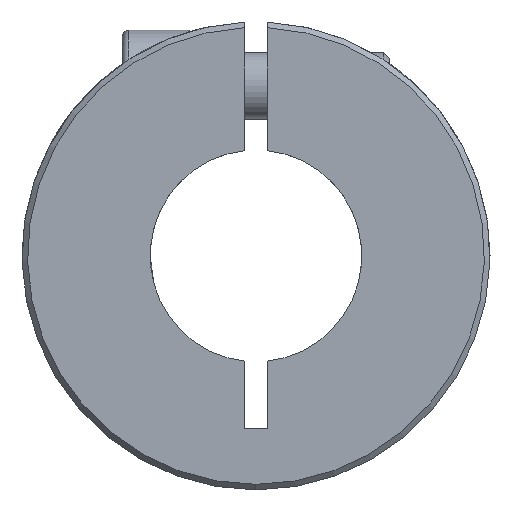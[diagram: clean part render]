
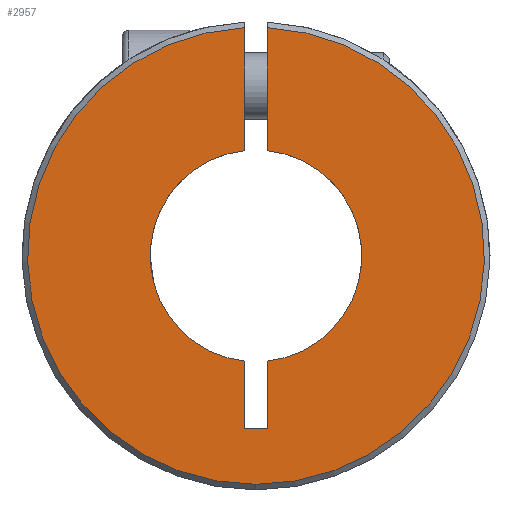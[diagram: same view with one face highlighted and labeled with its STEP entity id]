
A CAD part, left-side view. The second image highlights one B-rep face of the part: STEP entity #2957.
In plain terms, the highlighted planar face has unit normal (-1, 0, 0).
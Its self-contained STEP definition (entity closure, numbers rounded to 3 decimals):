
#67 = DIRECTION ( 'NONE',  ( 0., 1., 0. ) ) ;
#105 = EDGE_CURVE ( 'NONE', #4484, #6054, #646, .T. ) ;
#198 = AXIS2_PLACEMENT_3D ( 'NONE', #1501, #7023, #1969 ) ;
#310 = CIRCLE ( 'NONE', #198, 20.5 ) ;
#377 = DIRECTION ( 'NONE',  ( -1., 0., 0. ) ) ;
#505 = CARTESIAN_POINT ( 'NONE',  ( -32.5, -1., -15.5 ) ) ;
#646 = LINE ( 'NONE', #6912, #6871 ) ;
#691 = VERTEX_POINT ( 'NONE', #1844 ) ;
#764 = EDGE_CURVE ( 'NONE', #6207, #3008, #7242, .T. ) ;
#776 = CARTESIAN_POINT ( 'NONE',  ( -32.5, 9.5, 0. ) ) ;
#991 = CARTESIAN_POINT ( 'NONE',  ( -32.5, -1., -9.447 ) ) ;
#1019 = ORIENTED_EDGE ( 'NONE', *, *, #1516, .T. ) ;
#1021 = AXIS2_PLACEMENT_3D ( 'NONE', #776, #5954, #6999 ) ;
#1070 = DIRECTION ( 'NONE',  ( 0., 0., 1. ) ) ;
#1169 = CARTESIAN_POINT ( 'NONE',  ( -32.5, 0., -20.5 ) ) ;
#1414 = VERTEX_POINT ( 'NONE', #4005 ) ;
#1501 = CARTESIAN_POINT ( 'NONE',  ( -32.5, 0., 0. ) ) ;
#1516 = EDGE_CURVE ( 'NONE', #6030, #691, #2847, .T. ) ;
#1589 = ORIENTED_EDGE ( 'NONE', *, *, #4478, .T. ) ;
#1710 = CIRCLE ( 'NONE', #3462, 9.5 ) ;
#1749 = CARTESIAN_POINT ( 'NONE',  ( -32.5, 1., 9.447 ) ) ;
#1844 = CARTESIAN_POINT ( 'NONE',  ( -32.5, 1., -9.447 ) ) ;
#1848 = CARTESIAN_POINT ( 'NONE',  ( -32.5, 1., -15.5 ) ) ;
#1969 = DIRECTION ( 'NONE',  ( 0., 0., -1. ) ) ;
#2225 = AXIS2_PLACEMENT_3D ( 'NONE', #2233, #5767, #3933 ) ;
#2233 = CARTESIAN_POINT ( 'NONE',  ( -32.5, 0., 0. ) ) ;
#2419 = DIRECTION ( 'NONE',  ( 0., 0., -1. ) ) ;
#2610 = ORIENTED_EDGE ( 'NONE', *, *, #4471, .F. ) ;
#2745 = ORIENTED_EDGE ( 'NONE', *, *, #4028, .T. ) ;
#2746 = ORIENTED_EDGE ( 'NONE', *, *, #105, .F. ) ;
#2847 = LINE ( 'NONE', #5168, #6827 ) ;
#2852 = CARTESIAN_POINT ( 'NONE',  ( -32.5, -1., 20.476 ) ) ;
#2900 = CARTESIAN_POINT ( 'NONE',  ( -32.5, -1., -15.5 ) ) ;
#2957 = ADVANCED_FACE ( 'NONE', ( #5808 ), #3526, .F. ) ;
#2983 = DIRECTION ( 'NONE',  ( -1., 0., 0. ) ) ;
#3008 = VERTEX_POINT ( 'NONE', #991 ) ;
#3145 = VERTEX_POINT ( 'NONE', #1169 ) ;
#3331 = VECTOR ( 'NONE', #5156, 1000. ) ;
#3462 = AXIS2_PLACEMENT_3D ( 'NONE', #5980, #377, #4320 ) ;
#3526 = PLANE ( 'NONE',  #1021 ) ;
#3650 = EDGE_LOOP ( 'NONE', ( #2745, #3697, #1589, #2746, #2610, #6961, #7292, #1019, #6129 ) ) ;
#3697 = ORIENTED_EDGE ( 'NONE', *, *, #7137, .T. ) ;
#3933 = DIRECTION ( 'NONE',  ( 0., 0., 1. ) ) ;
#3985 = LINE ( 'NONE', #5719, #3331 ) ;
#4005 = CARTESIAN_POINT ( 'NONE',  ( -32.5, 1., 20.476 ) ) ;
#4022 = VERTEX_POINT ( 'NONE', #1749 ) ;
#4028 = EDGE_CURVE ( 'NONE', #4022, #1414, #3985, .T. ) ;
#4216 = CIRCLE ( 'NONE', #2225, 9.5 ) ;
#4320 = DIRECTION ( 'NONE',  ( 0., 0., 1. ) ) ;
#4471 = EDGE_CURVE ( 'NONE', #3008, #4484, #1710, .T. ) ;
#4478 = EDGE_CURVE ( 'NONE', #3145, #6054, #310, .T. ) ;
#4484 = VERTEX_POINT ( 'NONE', #6613 ) ;
#4515 = DIRECTION ( 'NONE',  ( 0., 0., 1. ) ) ;
#4597 = CIRCLE ( 'NONE', #6020, 20.5 ) ;
#4658 = LINE ( 'NONE', #2900, #5151 ) ;
#4661 = CARTESIAN_POINT ( 'NONE',  ( -32.5, 0., 0. ) ) ;
#4924 = EDGE_CURVE ( 'NONE', #6207, #6030, #4658, .T. ) ;
#5140 = DIRECTION ( 'NONE',  ( 0., 0., 1. ) ) ;
#5151 = VECTOR ( 'NONE', #67, 1000. ) ;
#5156 = DIRECTION ( 'NONE',  ( 0., 0., 1. ) ) ;
#5168 = CARTESIAN_POINT ( 'NONE',  ( -32.5, 1., -15.5 ) ) ;
#5719 = CARTESIAN_POINT ( 'NONE',  ( -32.5, 1., -15.5 ) ) ;
#5767 = DIRECTION ( 'NONE',  ( -1., 0., 0. ) ) ;
#5808 = FACE_OUTER_BOUND ( 'NONE', #3650, .T. ) ;
#5954 = DIRECTION ( 'NONE',  ( 1., 0., 0. ) ) ;
#5980 = CARTESIAN_POINT ( 'NONE',  ( -32.5, 0., 0. ) ) ;
#6020 = AXIS2_PLACEMENT_3D ( 'NONE', #4661, #2983, #2419 ) ;
#6030 = VERTEX_POINT ( 'NONE', #1848 ) ;
#6054 = VERTEX_POINT ( 'NONE', #2852 ) ;
#6129 = ORIENTED_EDGE ( 'NONE', *, *, #6413, .F. ) ;
#6207 = VERTEX_POINT ( 'NONE', #7071 ) ;
#6413 = EDGE_CURVE ( 'NONE', #4022, #691, #4216, .T. ) ;
#6530 = VECTOR ( 'NONE', #1070, 1000. ) ;
#6613 = CARTESIAN_POINT ( 'NONE',  ( -32.5, -1., 9.447 ) ) ;
#6827 = VECTOR ( 'NONE', #5140, 1000. ) ;
#6871 = VECTOR ( 'NONE', #4515, 1000. ) ;
#6912 = CARTESIAN_POINT ( 'NONE',  ( -32.5, -1., -15.5 ) ) ;
#6961 = ORIENTED_EDGE ( 'NONE', *, *, #764, .F. ) ;
#6999 = DIRECTION ( 'NONE',  ( 0., 0., -1. ) ) ;
#7023 = DIRECTION ( 'NONE',  ( -1., 0., 0. ) ) ;
#7071 = CARTESIAN_POINT ( 'NONE',  ( -32.5, -1., -15.5 ) ) ;
#7137 = EDGE_CURVE ( 'NONE', #1414, #3145, #4597, .T. ) ;
#7242 = LINE ( 'NONE', #505, #6530 ) ;
#7292 = ORIENTED_EDGE ( 'NONE', *, *, #4924, .T. ) ;
